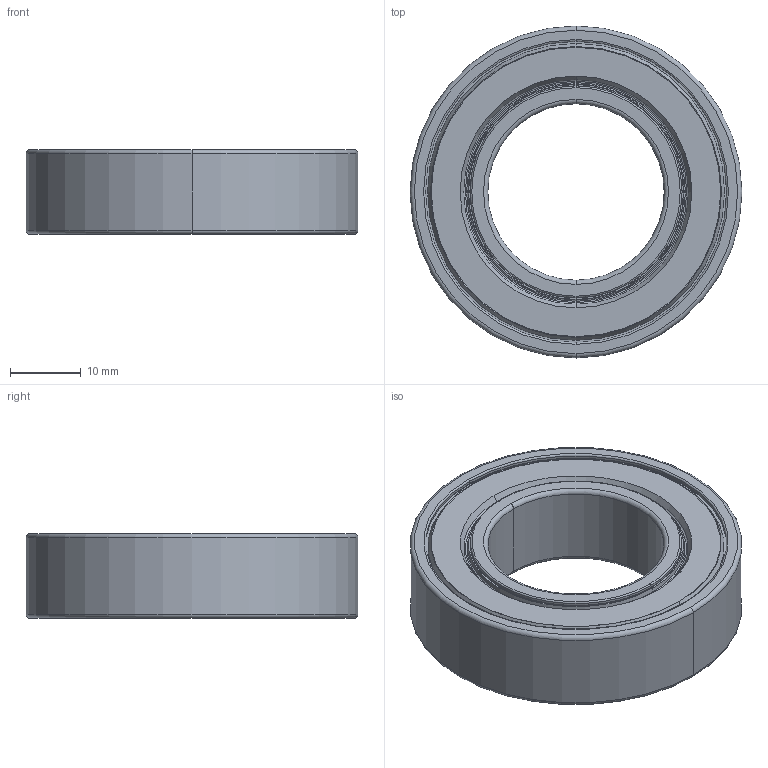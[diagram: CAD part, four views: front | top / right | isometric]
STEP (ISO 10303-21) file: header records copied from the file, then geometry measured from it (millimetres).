
FILE_DESCRIPTION(('STEP AP214'),'1');
FILE_NAME('6005-c-2hrs.stp','2025-10-02T10:37:04',('TraceParts'),('TraceParts S.A.S.'),'Spatial InterOp 3D',' ',' ');
FILE_SCHEMA(('AUTOMOTIVE_DESIGN { 1 0 10303 214 1 1 1 1 }'));
Length unit declared in the file: millimetre
Products named in the file (1): 6005-C-2HRS
Bounding box: 47 x 47 x 12 mm (x, y, z)
Volume: 14156.9 mm3; surface area: 6392.5 mm2
Topology: 1 solids, 1 shells, 124 faces, 260 edges, 148 vertices
Faces by surface type: torus 52, cylinder 32, cone 28, plane 12
Entity records: 4929 total; most frequent: CARTESIAN_POINT 1157, DIRECTION 682, ORIENTED_EDGE 520, AXIS2_PLACEMENT_3D 313, EDGE_CURVE 260, CIRCLE 188, VERTEX_POINT 148, EDGE_LOOP 136
